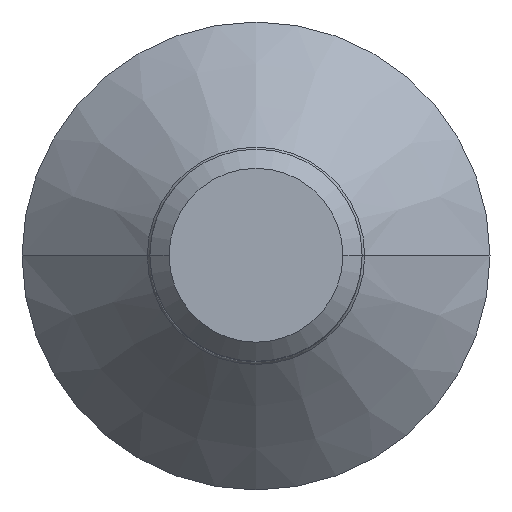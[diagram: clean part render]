
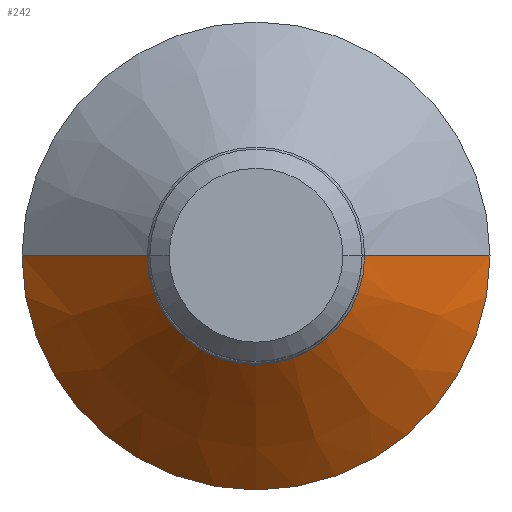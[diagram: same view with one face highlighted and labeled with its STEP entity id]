
A CAD part, top view. The second image highlights one B-rep face of the part: STEP entity #242.
In plain terms, the highlighted conical face has half-angle 45 degrees and reference radius 6.616 mm.
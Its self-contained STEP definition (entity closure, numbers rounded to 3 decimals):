
#8 = VERTEX_POINT ( 'NONE', #652 ) ;
#15 = AXIS2_PLACEMENT_3D ( 'NONE', #671, #665, #255 ) ;
#41 = LINE ( 'NONE', #662, #764 ) ;
#80 = EDGE_CURVE ( 'NONE', #414, #286, #586, .T. ) ;
#116 = CARTESIAN_POINT ( 'NONE',  ( 3.073, 0., 3.543 ) ) ;
#118 = VECTOR ( 'NONE', #507, 1000. ) ;
#142 = DIRECTION ( 'NONE',  ( -1., 0., 0. ) ) ;
#183 = EDGE_LOOP ( 'NONE', ( #494, #301, #431, #747 ) ) ;
#233 = AXIS2_PLACEMENT_3D ( 'NONE', #630, #367, #283 ) ;
#242 = ADVANCED_FACE ( 'NONE', ( #839 ), #559, .T. ) ;
#255 = DIRECTION ( 'NONE',  ( 0., 1., 0. ) ) ;
#283 = DIRECTION ( 'NONE',  ( -1., 0., 0. ) ) ;
#286 = VERTEX_POINT ( 'NONE', #702 ) ;
#301 = ORIENTED_EDGE ( 'NONE', *, *, #80, .T. ) ;
#367 = DIRECTION ( 'NONE',  ( 0., 0., -1. ) ) ;
#414 = VERTEX_POINT ( 'NONE', #116 ) ;
#415 = CARTESIAN_POINT ( 'NONE',  ( 0., 0., 0. ) ) ;
#431 = ORIENTED_EDGE ( 'NONE', *, *, #828, .T. ) ;
#438 = CARTESIAN_POINT ( 'NONE',  ( -6.616, 0., 0. ) ) ;
#450 = CIRCLE ( 'NONE', #233, 6.616 ) ;
#491 = CARTESIAN_POINT ( 'NONE',  ( -6.616, 0., 0. ) ) ;
#494 = ORIENTED_EDGE ( 'NONE', *, *, #583, .F. ) ;
#507 = DIRECTION ( 'NONE',  ( -0.707, 0., -0.707 ) ) ;
#544 = DIRECTION ( 'NONE',  ( 0., 0., -1. ) ) ;
#559 = CONICAL_SURFACE ( 'NONE', #755, 6.616, 0.785 ) ;
#583 = EDGE_CURVE ( 'NONE', #414, #8, #41, .T. ) ;
#586 = CIRCLE ( 'NONE', #15, 3.073 ) ;
#630 = CARTESIAN_POINT ( 'NONE',  ( 0., 0., 0. ) ) ;
#652 = CARTESIAN_POINT ( 'NONE',  ( 6.616, 0., 0. ) ) ;
#662 = CARTESIAN_POINT ( 'NONE',  ( 6.616, 0., 0. ) ) ;
#665 = DIRECTION ( 'NONE',  ( 0., 0., -1. ) ) ;
#671 = CARTESIAN_POINT ( 'NONE',  ( 0., 0., 3.543 ) ) ;
#702 = CARTESIAN_POINT ( 'NONE',  ( -3.073, 0., 3.543 ) ) ;
#719 = VERTEX_POINT ( 'NONE', #491 ) ;
#728 = DIRECTION ( 'NONE',  ( 0.707, 0., -0.707 ) ) ;
#747 = ORIENTED_EDGE ( 'NONE', *, *, #748, .F. ) ;
#748 = EDGE_CURVE ( 'NONE', #8, #719, #450, .T. ) ;
#755 = AXIS2_PLACEMENT_3D ( 'NONE', #415, #544, #142 ) ;
#764 = VECTOR ( 'NONE', #728, 1000. ) ;
#828 = EDGE_CURVE ( 'NONE', #286, #719, #853, .T. ) ;
#839 = FACE_OUTER_BOUND ( 'NONE', #183, .T. ) ;
#853 = LINE ( 'NONE', #438, #118 ) ;
